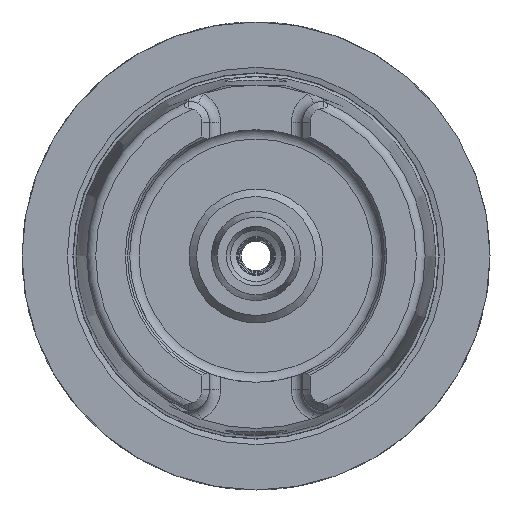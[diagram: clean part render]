
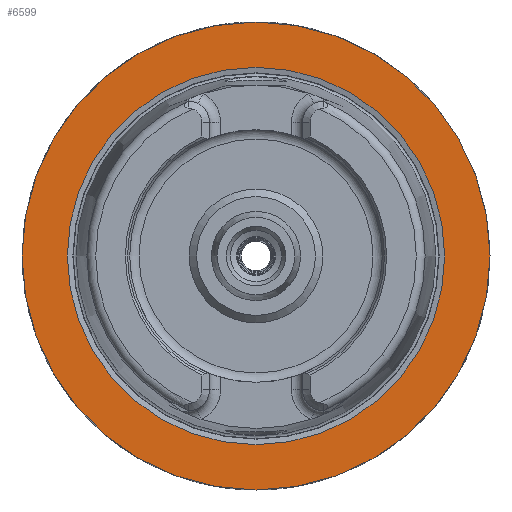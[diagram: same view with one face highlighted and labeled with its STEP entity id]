
A CAD part, left-side view. The second image highlights one B-rep face of the part: STEP entity #6599.
In plain terms, the highlighted planar face has unit normal (-1, 0, 0).
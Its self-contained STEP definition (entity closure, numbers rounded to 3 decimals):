
#5790=CARTESIAN_POINT('',(0.0,31.5,0.0));
#5791=VERTEX_POINT('',#5790);
#5792=CARTESIAN_POINT('',(0.0,0.0,0.0));
#5793=DIRECTION('',(1.0,0.0,0.0));
#5794=DIRECTION('',(0.0,1.0,0.0));
#5795=AXIS2_PLACEMENT_3D('',#5792,#5793,#5794);
#5796=CIRCLE('',#5795,31.5);
#5797=EDGE_CURVE('',#5791,#5791,#5796,.T.);
#6573=CARTESIAN_POINT('',(0.0,25.4,0.0));
#6574=VERTEX_POINT('',#6573);
#6575=CARTESIAN_POINT('',(0.0,0.0,0.0));
#6576=DIRECTION('',(1.0,0.0,0.0));
#6577=DIRECTION('',(0.0,1.0,0.0));
#6578=AXIS2_PLACEMENT_3D('',#6575,#6576,#6577);
#6579=CIRCLE('',#6578,25.4);
#6580=EDGE_CURVE('',#6574,#6574,#6579,.T.);
#6588=CARTESIAN_POINT('',(0.0,28.45,0.0));
#6589=DIRECTION('',(-1.0,0.0,0.0));
#6590=DIRECTION('',(0.0,0.0,1.0));
#6591=AXIS2_PLACEMENT_3D('',#6588,#6589,#6590);
#6592=PLANE('',#6591);
#6593=ORIENTED_EDGE('',*,*,#5797,.F.);
#6594=EDGE_LOOP('',(#6593));
#6595=FACE_OUTER_BOUND('',#6594,.T.);
#6596=ORIENTED_EDGE('',*,*,#6580,.T.);
#6597=EDGE_LOOP('',(#6596));
#6598=FACE_BOUND('',#6597,.T.);
#6599=ADVANCED_FACE('',(#6595,#6598),#6592,.T.);
